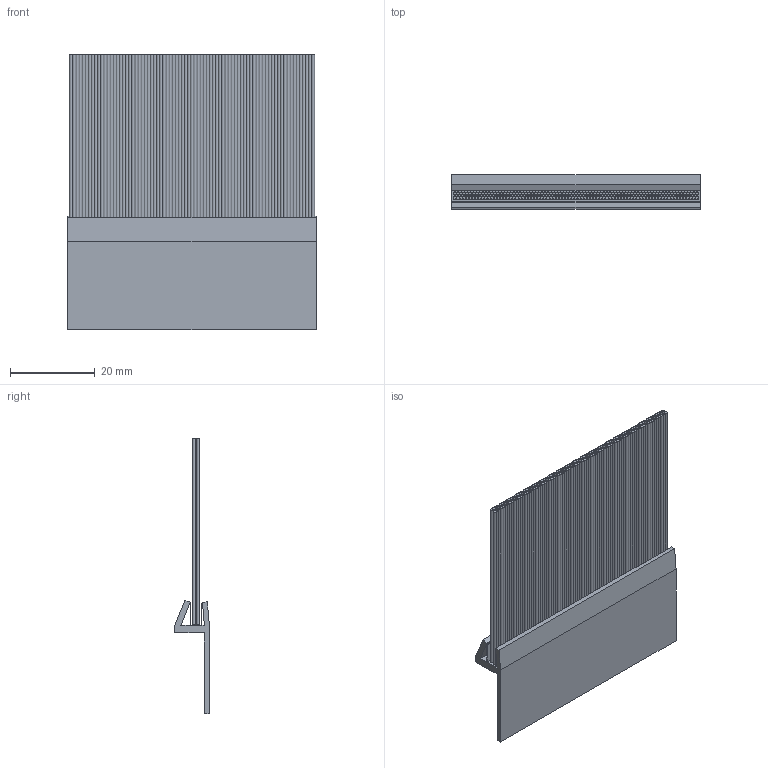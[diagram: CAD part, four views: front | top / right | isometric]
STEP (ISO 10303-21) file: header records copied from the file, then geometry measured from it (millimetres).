
FILE_DESCRIPTION(('FreeCAD Model'),'2;1');
FILE_NAME('Open CASCADE Shape Model','2025-05-03T08:23:35',('FreeCAD'),( 'FreeCAD'),'Open CASCADE STEP processor 7.6','FreeCAD','Unknown');
FILE_SCHEMA(('AUTOMOTIVE_DESIGN { 1 0 10303 214 1 1 1 1 }'));
Length unit declared in the file: millimetre
Products named in the file (1): Open CASCADE STEP translator 7.6 1
Bounding box: 58.55 x 8.2 x 64.92 mm (x, y, z)
Volume: 5908.5 mm3; surface area: 21823.1 mm2
Topology: 159 solids, 159 shells, 496 faces, 534 edges, 356 vertices
Faces by surface type: bspline 496
Entity records: 11536 total; most frequent: CARTESIAN_POINT 7201, ORIENTED_EDGE 1068, EDGE_CURVE 534, ADVANCED_FACE 496, FACE_BOUND 496, EDGE_LOOP 496, VERTEX_POINT 356, B_SPLINE_SURFACE_WITH_KNOTS 338
